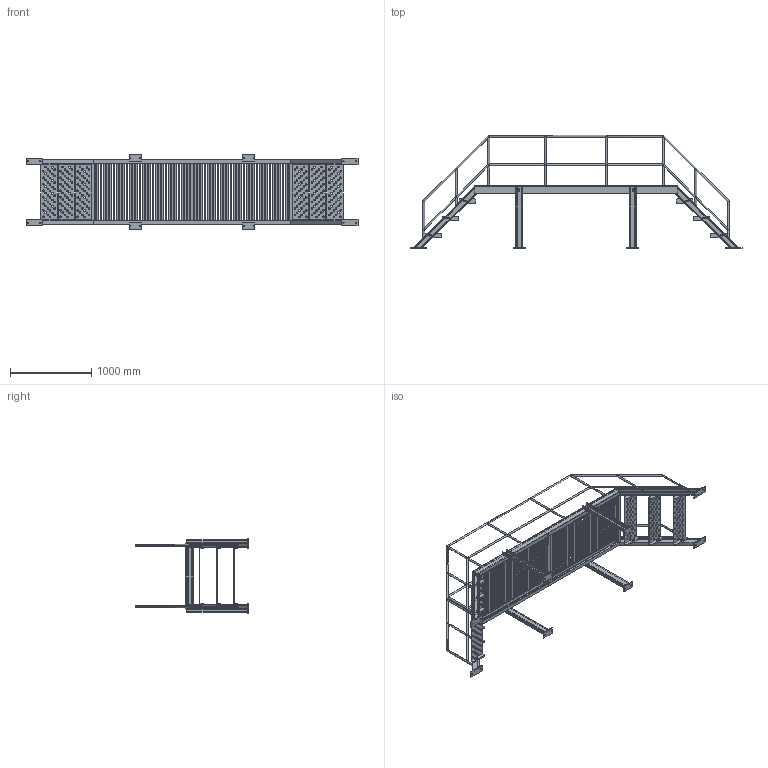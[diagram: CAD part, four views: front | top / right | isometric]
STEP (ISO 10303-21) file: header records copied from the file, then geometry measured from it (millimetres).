
FILE_DESCRIPTION( ( 'STEP AP214' ), '1' );
FILE_NAME( '3576_2320.stp', '2023-09-25T10:18:27', ( 'License CC BY-ND 4.0' ), ( 'CADENAS' ), ' ', 'PARTsolutions', ' ' );
FILE_SCHEMA( ( 'AUTOMOTIVE_DESIGN { 1 0 10303 214 1 1 1 1 }' ) );
Length unit declared in the file: metre
Products named in the file (65): 42675; Combinar2; Simetría5[4]; Saliente-Extruir4[6]; Miembro estructural3[11]; Simetría5[11]; Simetría5[5]; Simetría5[3]; Simetría5[2]; Saliente-Extruir4[1]; Cortar-Extruir1[4]; Combinar5; Combinar6; Recortar/Extender3[1]; Recortar/Extender5[3]; Simetría5[15]; Recortar/Extender8[2]; Recortar/Extender5[2]; Miembro estructural3[18]; Combinar4; Saliente-Extruir4[2]; Recortar/Extender9[1]; Simetría5[16]; Miembro estructural3[16]; Miembro estructural3[13]; Simetría5[9]; Simetría5[13]; Simetría5[10]; Saliente-Extruir4[7]; Cortar-Extruir5[1]; Recortar/Extender3[3]; Simetría5[8]; Recortar/Extender8[1]; Recortar/Extender5[1]; Simetría5[6]; Cortar-Extruir1[5]; Cortar-Extruir1[3]; Miembro estructural3[12]; Cortar-Extruir3; Simetría5[14] ...
Assembly tree (64 placements, depth 2):
  42675
    Combinar2
    Simetría5[4]
    Saliente-Extruir4[6]
    Miembro estructural3[11]
    Simetría5[11]
    Simetría5[5]
    Simetría5[3]
    Simetría5[2]
    Saliente-Extruir4[1]
    Cortar-Extruir1[4]
    Combinar5
    Combinar6
    Recortar/Extender3[1]
    Recortar/Extender5[3]
    Simetría5[15]
    Recortar/Extender8[2]
    Recortar/Extender5[2]
    Miembro estructural3[18]
    Combinar4
    Saliente-Extruir4[2]
    Recortar/Extender9[1]
    Simetría5[16]
    Miembro estructural3[16]
    Miembro estructural3[13]
    Simetría5[9]
    Simetría5[13]
    Simetría5[10]
    Saliente-Extruir4[7]
    Cortar-Extruir5[1]
    Recortar/Extender3[3]
    Simetría5[8]
    Recortar/Extender8[1]
    Recortar/Extender5[1]
    Simetría5[6]
    Cortar-Extruir1[5]
    Cortar-Extruir1[3]
    Miembro estructural3[12]
    Cortar-Extruir3
    Simetría5[14]
    Miembro estructural3[15]
    Simetría5[7]
    Recortar/Extender5[4]
    Saliente-Extruir4[5]
    Saliente-Extruir4[8]
    Cortar-Extruir1[2]
    Recortar/Extender9[2]
    Simetría5[1]
    Saliente-Extruir4[3]
    Cortar-Extruir5[3]
    Miembro estructural3[17]
    Cortar-Extruir5[4]
    Combinar1
    Simetría5[17]
    Simetría5[18]
    Cortar-Extruir1[1]
    Combinar3
    Miembro estructural1[2]
    Miembro estructural1[5]
    Cortar-Extruir1[6]
Bounding box: 4086.86 x 1391.08 x 922.67 mm (x, y, z)
Volume: 39645461.6 mm3; surface area: 13012966.1 mm2
Topology: 64 solids, 64 shells, 1124 faces, 3486 edges, 2486 vertices
Faces by surface type: cylinder 572, plane 552
Full cylindrical faces by diameter (mm): 15 x80, 16.7 x36, 20 x288, 21.3 x36
Entity records: 49240 total; most frequent: CARTESIAN_POINT 10039, ORIENTED_EDGE 5564, DIRECTION 5510, EDGE_CURVE 2782, EDGE_LOOP 2492, VERTEX_POINT 2222, AXIS2_PLACEMENT_3D 2033, FACE_OUTER_BOUND 1564
